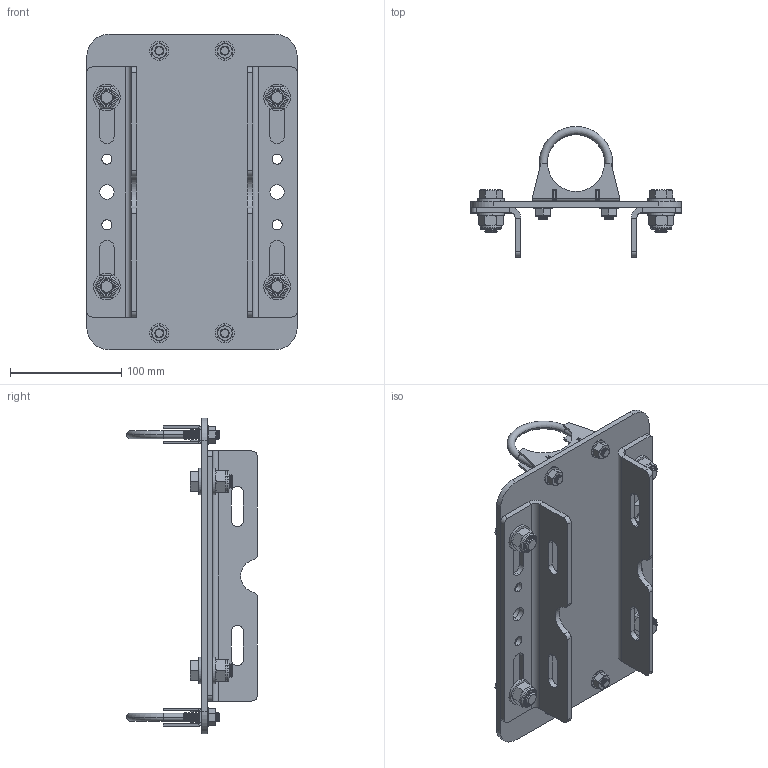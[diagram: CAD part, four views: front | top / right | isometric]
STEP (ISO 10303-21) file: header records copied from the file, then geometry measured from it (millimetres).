
FILE_DESCRIPTION (( 'STEP AP203' ), '1' );
FILE_NAME ('T42981.STEP', '2018-07-26T15:52:52', ( '' ), ( '' ), 'SwSTEP 2.0', 'SolidWorks 2016', '' );
FILE_SCHEMA (( 'CONFIG_CONTROL_DESIGN' ));
Length unit declared in the file: millimetre
Products named in the file (12): T42981; Hex Nut Style 1 GradeAB_Doughty Fastners_Hexagon Nut ISO - 4032 - M8 - D - S; T56900; T42990_Triple Pulley Width; Hex Bolt_ISO 4016 - M12 x 30 x 30-WS; TH799; B Washer_Bright washer BS 4320 - M8 (Form B); T56800; SW3dPS-nyloc nut, st stl a2 iso_M12 NYLOC; A Washer_Bright washer BS 4320 - M12 (Form A); TH1185; T56600
Assembly tree (28 placements, depth 3):
  T42981
    T56900  x2
      T56800
      T56600
      B Washer_Bright washer BS 4320 - M8 (Form B)
      Hex Nut Style 1 GradeAB_Doughty Fastners_Hexagon Nut ISO - 4032 - M8 - D - S
    A Washer_Bright washer BS 4320 - M12 (Form A)  x8
    Hex Bolt_ISO 4016 - M12 x 30 x 30-WS  x4
    SW3dPS-nyloc nut, st stl a2 iso_M12 NYLOC  x4
    T42990_Triple Pulley Width
      TH799  x2
    TH1185
Bounding box: 189.2 x 117.5 x 284 mm (x, y, z)
Volume: 488950 mm3; surface area: 240077.4 mm2
Topology: 31 solids, 31 shells, 1918 faces, 4732 edges, 2884 vertices
Faces by surface type: cone 928, cylinder 670, plane 268, torus 52
Entity records: 24450 total; most frequent: DIRECTION 4300, CARTESIAN_POINT 4289, ORIENTED_EDGE 3708, EDGE_CURVE 1854, AXIS2_PLACEMENT_3D 1775, VERTEX_POINT 1140, CIRCLE 1008, EDGE_LOOP 790
